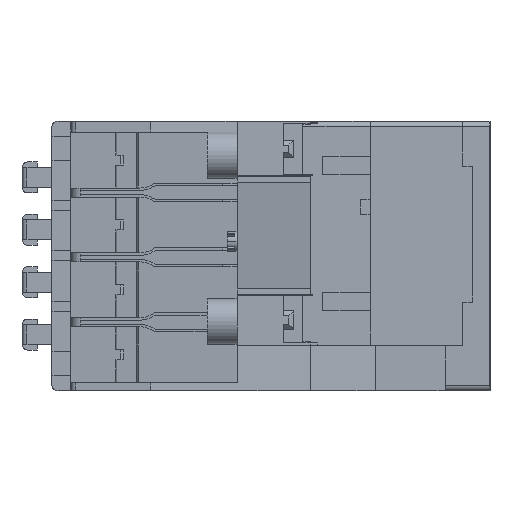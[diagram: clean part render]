
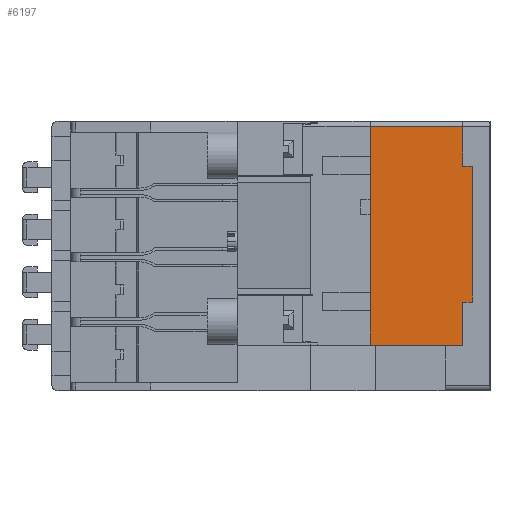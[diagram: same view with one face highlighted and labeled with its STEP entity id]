
A CAD part, front view. The second image highlights one B-rep face of the part: STEP entity #6197.
In plain terms, the highlighted planar face has unit normal (0, -1, 0).
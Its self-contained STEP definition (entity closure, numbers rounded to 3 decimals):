
#74 = VERTEX_POINT ( 'NONE', #635 ) ;
#523 = CARTESIAN_POINT ( 'NONE',  ( 18., -34.876, -7.255 ) ) ;
#575 = EDGE_CURVE ( 'NONE', #4525, #7215, #27242, .T. ) ;
#635 = CARTESIAN_POINT ( 'NONE',  ( 18., -34.876, 25.975 ) ) ;
#1060 = CARTESIAN_POINT ( 'NONE',  ( 38.5, -34.876, 17.975 ) ) ;
#1421 = ORIENTED_EDGE ( 'NONE', *, *, #23346, .T. ) ;
#1611 = CARTESIAN_POINT ( 'NONE',  ( 18., -34.876, 26.975 ) ) ;
#1681 = CARTESIAN_POINT ( 'NONE',  ( 36.5, -34.876, -17.975 ) ) ;
#2014 = FACE_OUTER_BOUND ( 'NONE', #14247, .T. ) ;
#2373 = ORIENTED_EDGE ( 'NONE', *, *, #15043, .F. ) ;
#2471 = LINE ( 'NONE', #31209, #30090 ) ;
#2827 = DIRECTION ( 'NONE',  ( 1., 0., 0. ) ) ;
#2849 = AXIS2_PLACEMENT_3D ( 'NONE', #12044, #8761, #5445 ) ;
#3117 = CARTESIAN_POINT ( 'NONE',  ( 18., -34.876, 25.975 ) ) ;
#4353 = LINE ( 'NONE', #1060, #21692 ) ;
#4525 = VERTEX_POINT ( 'NONE', #11589 ) ;
#5217 = VERTEX_POINT ( 'NONE', #25588 ) ;
#5390 = CARTESIAN_POINT ( 'NONE',  ( 18., -34.876, -10.905 ) ) ;
#5428 = CARTESIAN_POINT ( 'NONE',  ( 36.5, -34.876, 17.975 ) ) ;
#5445 = DIRECTION ( 'NONE',  ( 0., 0., 1. ) ) ;
#5680 = ORIENTED_EDGE ( 'NONE', *, *, #21711, .T. ) ;
#6004 = VECTOR ( 'NONE', #9196, 1000. ) ;
#6137 = CARTESIAN_POINT ( 'NONE',  ( 36.5, -34.876, -9.225 ) ) ;
#6197 = ADVANCED_FACE ( 'NONE', ( #2014 ), #15362, .F. ) ;
#6418 = LINE ( 'NONE', #3117, #7892 ) ;
#6681 = VECTOR ( 'NONE', #2827, 1000. ) ;
#7215 = VERTEX_POINT ( 'NONE', #1681 ) ;
#7834 = DIRECTION ( 'NONE',  ( 0., 0., -1. ) ) ;
#7892 = VECTOR ( 'NONE', #31837, 1000. ) ;
#8231 = LINE ( 'NONE', #1611, #22928 ) ;
#8458 = VECTOR ( 'NONE', #20880, 1000. ) ;
#8761 = DIRECTION ( 'NONE',  ( 0., 1., 0. ) ) ;
#9136 = VECTOR ( 'NONE', #7834, 1000. ) ;
#9196 = DIRECTION ( 'NONE',  ( 0., 0., 1. ) ) ;
#9443 = LINE ( 'NONE', #6137, #6681 ) ;
#9602 = EDGE_CURVE ( 'NONE', #16626, #24152, #27348, .T. ) ;
#9958 = EDGE_CURVE ( 'NONE', #20162, #16626, #4353, .T. ) ;
#10385 = EDGE_CURVE ( 'NONE', #74, #18061, #14420, .T. ) ;
#11135 = CARTESIAN_POINT ( 'NONE',  ( 18., -34.876, 26.975 ) ) ;
#11391 = VERTEX_POINT ( 'NONE', #31232 ) ;
#11589 = CARTESIAN_POINT ( 'NONE',  ( 33., -34.876, -17.975 ) ) ;
#12044 = CARTESIAN_POINT ( 'NONE',  ( 0., -34.876, 0. ) ) ;
#12129 = CARTESIAN_POINT ( 'NONE',  ( 33., -34.876, -17.905 ) ) ;
#12493 = CARTESIAN_POINT ( 'NONE',  ( 36.5, -34.876, -17.975 ) ) ;
#12860 = CARTESIAN_POINT ( 'NONE',  ( 36.5, -34.876, 25.975 ) ) ;
#12867 = ORIENTED_EDGE ( 'NONE', *, *, #9958, .T. ) ;
#13012 = VECTOR ( 'NONE', #23628, 1000. ) ;
#13675 = ORIENTED_EDGE ( 'NONE', *, *, #26163, .T. ) ;
#14247 = EDGE_LOOP ( 'NONE', ( #13675, #28552, #15374, #31728, #30693, #28029, #23767, #21148, #2373, #20267, #5680, #1421, #12867, #25784 ) ) ;
#14420 = LINE ( 'NONE', #11135, #9136 ) ;
#14708 = VECTOR ( 'NONE', #17593, 1000. ) ;
#15043 = EDGE_CURVE ( 'NONE', #4525, #25919, #30154, .T. ) ;
#15144 = LINE ( 'NONE', #24131, #8458 ) ;
#15362 = PLANE ( 'NONE',  #2849 ) ;
#15374 = ORIENTED_EDGE ( 'NONE', *, *, #10385, .T. ) ;
#15794 = LINE ( 'NONE', #12493, #6004 ) ;
#16626 = VERTEX_POINT ( 'NONE', #19156 ) ;
#16773 = DIRECTION ( 'NONE',  ( 0., 0., 1. ) ) ;
#16940 = EDGE_CURVE ( 'NONE', #5217, #25919, #2471, .T. ) ;
#17225 = VERTEX_POINT ( 'NONE', #523 ) ;
#17593 = DIRECTION ( 'NONE',  ( -1., 0., 0. ) ) ;
#18061 = VERTEX_POINT ( 'NONE', #30342 ) ;
#18317 = VERTEX_POINT ( 'NONE', #12860 ) ;
#19156 = CARTESIAN_POINT ( 'NONE',  ( 38.5, -34.876, 17.975 ) ) ;
#20024 = CARTESIAN_POINT ( 'NONE',  ( 36.5, -34.876, -17.975 ) ) ;
#20162 = VERTEX_POINT ( 'NONE', #30023 ) ;
#20267 = ORIENTED_EDGE ( 'NONE', *, *, #575, .T. ) ;
#20708 = DIRECTION ( 'NONE',  ( 1., 0., 0. ) ) ;
#20751 = EDGE_CURVE ( 'NONE', #23829, #17225, #8231, .T. ) ;
#20822 = CARTESIAN_POINT ( 'NONE',  ( 36.5, -34.876, 17.975 ) ) ;
#20880 = DIRECTION ( 'NONE',  ( 0., 0., -1. ) ) ;
#21103 = DIRECTION ( 'NONE',  ( 0., 0., -1. ) ) ;
#21148 = ORIENTED_EDGE ( 'NONE', *, *, #16940, .T. ) ;
#21692 = VECTOR ( 'NONE', #29817, 1000. ) ;
#21711 = EDGE_CURVE ( 'NONE', #7215, #11391, #15794, .T. ) ;
#22564 = EDGE_CURVE ( 'NONE', #17225, #23014, #15144, .T. ) ;
#22928 = VECTOR ( 'NONE', #30354, 1000. ) ;
#23014 = VERTEX_POINT ( 'NONE', #5390 ) ;
#23070 = VECTOR ( 'NONE', #24999, 1000. ) ;
#23277 = LINE ( 'NONE', #20024, #27365 ) ;
#23346 = EDGE_CURVE ( 'NONE', #11391, #20162, #9443, .T. ) ;
#23628 = DIRECTION ( 'NONE',  ( 0., 0., 1. ) ) ;
#23767 = ORIENTED_EDGE ( 'NONE', *, *, #26659, .T. ) ;
#23829 = VERTEX_POINT ( 'NONE', #24547 ) ;
#23963 = CARTESIAN_POINT ( 'NONE',  ( 33., -34.876, -17.975 ) ) ;
#24131 = CARTESIAN_POINT ( 'NONE',  ( 18., -34.876, 0. ) ) ;
#24152 = VERTEX_POINT ( 'NONE', #5428 ) ;
#24349 = CARTESIAN_POINT ( 'NONE',  ( 18., -34.876, 0. ) ) ;
#24547 = CARTESIAN_POINT ( 'NONE',  ( 18., -34.876, 16.325 ) ) ;
#24999 = DIRECTION ( 'NONE',  ( 0., 0., -1. ) ) ;
#25474 = VECTOR ( 'NONE', #20708, 1000. ) ;
#25588 = CARTESIAN_POINT ( 'NONE',  ( 18., -34.876, -17.905 ) ) ;
#25784 = ORIENTED_EDGE ( 'NONE', *, *, #9602, .T. ) ;
#25919 = VERTEX_POINT ( 'NONE', #12129 ) ;
#26163 = EDGE_CURVE ( 'NONE', #24152, #18317, #23277, .T. ) ;
#26659 = EDGE_CURVE ( 'NONE', #23014, #5217, #31516, .T. ) ;
#26890 = CARTESIAN_POINT ( 'NONE',  ( 33., -34.876, -17.975 ) ) ;
#27242 = LINE ( 'NONE', #23963, #25474 ) ;
#27348 = LINE ( 'NONE', #20822, #14708 ) ;
#27365 = VECTOR ( 'NONE', #16773, 1000. ) ;
#27631 = LINE ( 'NONE', #24349, #29947 ) ;
#27950 = DIRECTION ( 'NONE',  ( 1., 0., 0. ) ) ;
#28029 = ORIENTED_EDGE ( 'NONE', *, *, #22564, .T. ) ;
#28267 = CARTESIAN_POINT ( 'NONE',  ( 18., -34.876, 26.975 ) ) ;
#28552 = ORIENTED_EDGE ( 'NONE', *, *, #32004, .T. ) ;
#29817 = DIRECTION ( 'NONE',  ( 0., 0., 1. ) ) ;
#29947 = VECTOR ( 'NONE', #21103, 1000. ) ;
#30023 = CARTESIAN_POINT ( 'NONE',  ( 38.5, -34.876, -9.225 ) ) ;
#30090 = VECTOR ( 'NONE', #27950, 1000. ) ;
#30154 = LINE ( 'NONE', #26890, #13012 ) ;
#30342 = CARTESIAN_POINT ( 'NONE',  ( 18., -34.876, 19.975 ) ) ;
#30354 = DIRECTION ( 'NONE',  ( 0., 0., -1. ) ) ;
#30693 = ORIENTED_EDGE ( 'NONE', *, *, #20751, .T. ) ;
#31209 = CARTESIAN_POINT ( 'NONE',  ( 33., -34.876, -17.905 ) ) ;
#31232 = CARTESIAN_POINT ( 'NONE',  ( 36.5, -34.876, -9.225 ) ) ;
#31516 = LINE ( 'NONE', #28267, #23070 ) ;
#31728 = ORIENTED_EDGE ( 'NONE', *, *, #31930, .T. ) ;
#31837 = DIRECTION ( 'NONE',  ( -1., 0., 0. ) ) ;
#31930 = EDGE_CURVE ( 'NONE', #18061, #23829, #27631, .T. ) ;
#32004 = EDGE_CURVE ( 'NONE', #18317, #74, #6418, .T. ) ;
